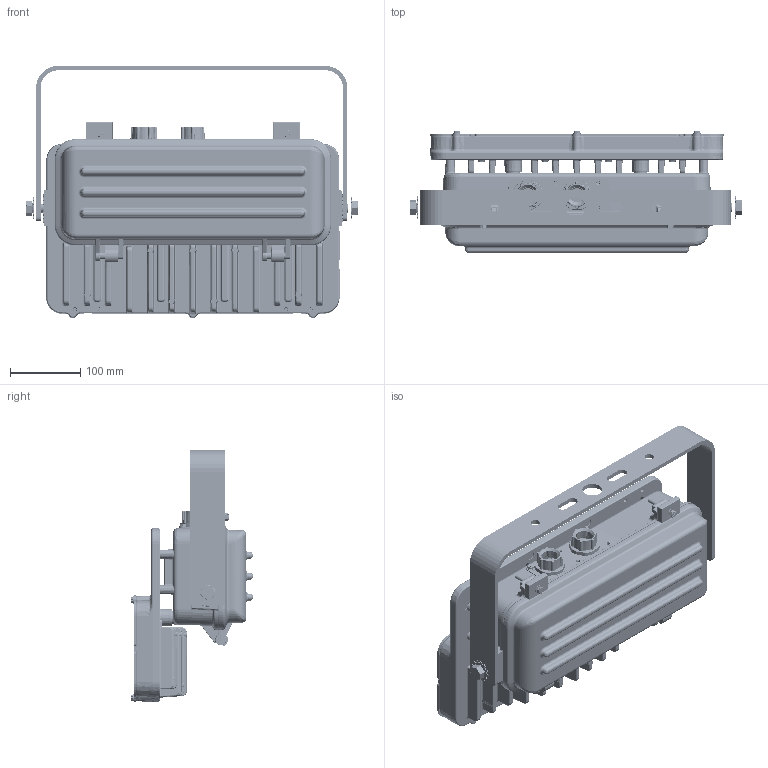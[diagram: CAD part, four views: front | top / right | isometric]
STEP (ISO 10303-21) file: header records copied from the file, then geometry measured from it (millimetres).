
FILE_DESCRIPTION(/* description */ (''),/* implementation_level */ '2;1');
FILE_NAME(/* name */ 'KFLX-OUTLINE.stp',/* time_stamp */ '2020-07-22T09:51:08-05:00',/* author */ ('mbednara'),/* organization */ (''),/* preprocessor_version */ 'ST-DEVELOPER v18',/* originating_system */ 'Autodesk Inventor 2020',/* authorisation */ '');
FILE_SCHEMA (('CONFIG_CONTROL_DESIGN'));
Products named in the file (1): 51412_Shrinkwrap_1
Bounding box: 474.03 x 173.76 x 360.27 mm (x, y, z)
Volume: 3057435 mm3; surface area: 1163740.5 mm2
Topology: 32 solids, 32 shells, 8702 faces, 22725 edges, 14216 vertices
Faces by surface type: bspline 2729, plane 2590, cylinder 2085, cone 831, torus 286, sphere 181
Full cylindrical faces by diameter (mm): 3.451 x110, 4.643 x1, 4.775 x4, 4.826 x143, 5.08 x6, 5.319 x2, 5.334 x6, 6.144 x2, 6.35 x4, 9.525 x2, 9.652 x8, 10.516 x12, 12.7 x15, 12.954 x2, 13.208 x2, 13.894 x2, 19.05 x2, 25 x2, 28.194 x1
Entity records: 431458 total; most frequent: CARTESIAN_POINT 227210, ORIENTED_EDGE 45090, DIRECTION 35465, EDGE_CURVE 22545, VERTEX_POINT 14214, AXIS2_PLACEMENT_3D 14000, EDGE_LOOP 9097, ADVANCED_FACE 8702
